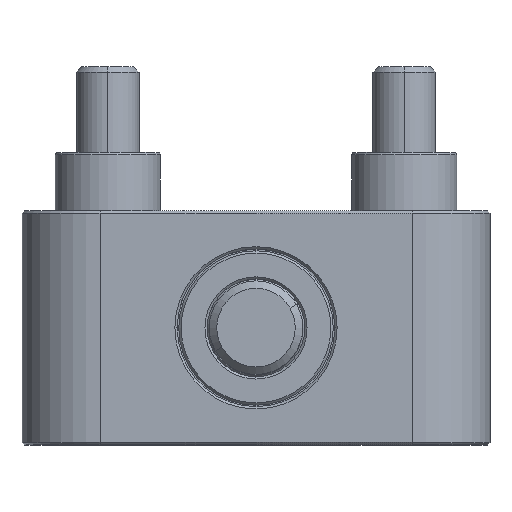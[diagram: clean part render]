
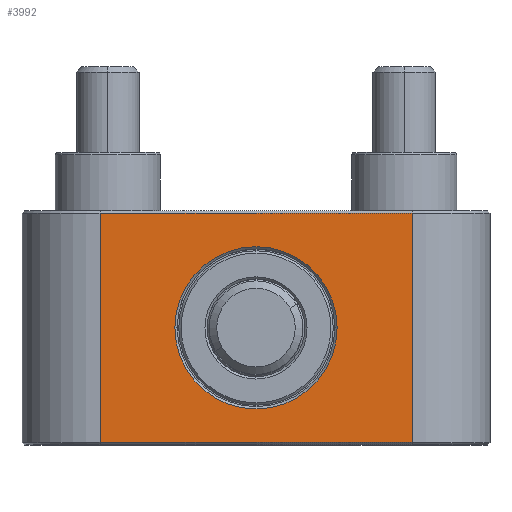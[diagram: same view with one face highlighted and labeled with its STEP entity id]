
A CAD part, top view. The second image highlights one B-rep face of the part: STEP entity #3992.
In plain terms, the highlighted planar face has unit normal (0, 0, 1).
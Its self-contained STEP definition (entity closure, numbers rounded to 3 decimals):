
#223 = CARTESIAN_POINT ( 'NONE',  ( 10.4, 0., 34. ) ) ;
#322 = DIRECTION ( 'NONE',  ( 1., 0., 0. ) ) ;
#1096 = VERTEX_POINT ( 'NONE', #6154 ) ;
#1317 = CARTESIAN_POINT ( 'NONE',  ( 20., -14.7, 34. ) ) ;
#2250 = AXIS2_PLACEMENT_3D ( 'NONE', #2956, #18153, #14805 ) ;
#2750 = FACE_OUTER_BOUND ( 'NONE', #10170, .T. ) ;
#2864 = FACE_BOUND ( 'NONE', #9218, .T. ) ;
#2956 = CARTESIAN_POINT ( 'NONE',  ( 0., 0., 34. ) ) ;
#3739 = VERTEX_POINT ( 'NONE', #223 ) ;
#3992 = ADVANCED_FACE ( 'NONE', ( #2864, #2750 ), #6176, .T. ) ;
#4026 = EDGE_CURVE ( 'NONE', #11407, #13557, #7731, .T. ) ;
#4637 = LINE ( 'NONE', #1317, #19207 ) ;
#5269 = VECTOR ( 'NONE', #17324, 1000. ) ;
#5367 = CARTESIAN_POINT ( 'NONE',  ( 20., 14.7, 34. ) ) ;
#6114 = ORIENTED_EDGE ( 'NONE', *, *, #4026, .T. ) ;
#6154 = CARTESIAN_POINT ( 'NONE',  ( -10.4, 0., 34. ) ) ;
#6176 = PLANE ( 'NONE',  #18369 ) ;
#6197 = CARTESIAN_POINT ( 'NONE',  ( -20., -15., 34. ) ) ;
#6746 = EDGE_CURVE ( 'NONE', #13557, #7669, #9000, .T. ) ;
#7090 = ORIENTED_EDGE ( 'NONE', *, *, #21913, .T. ) ;
#7669 = VERTEX_POINT ( 'NONE', #9125 ) ;
#7731 = LINE ( 'NONE', #21387, #10205 ) ;
#9000 = LINE ( 'NONE', #12230, #5269 ) ;
#9125 = CARTESIAN_POINT ( 'NONE',  ( -20., 14.7, 34. ) ) ;
#9218 = EDGE_LOOP ( 'NONE', ( #20148, #7090 ) ) ;
#9384 = CARTESIAN_POINT ( 'NONE',  ( 0., 0., 34. ) ) ;
#9486 = DIRECTION ( 'NONE',  ( 0., 0., 1. ) ) ;
#9719 = DIRECTION ( 'NONE',  ( 1., 0., 0. ) ) ;
#10170 = EDGE_LOOP ( 'NONE', ( #6114, #17298, #19640, #14598 ) ) ;
#10205 = VECTOR ( 'NONE', #14821, 1000. ) ;
#10399 = DIRECTION ( 'NONE',  ( 0., 0., -1. ) ) ;
#11214 = VERTEX_POINT ( 'NONE', #15997 ) ;
#11407 = VERTEX_POINT ( 'NONE', #15094 ) ;
#11877 = EDGE_CURVE ( 'NONE', #11214, #11407, #4637, .T. ) ;
#12230 = CARTESIAN_POINT ( 'NONE',  ( -20., 14.7, 34. ) ) ;
#13557 = VERTEX_POINT ( 'NONE', #5367 ) ;
#14410 = LINE ( 'NONE', #6197, #20200 ) ;
#14598 = ORIENTED_EDGE ( 'NONE', *, *, #11877, .T. ) ;
#14805 = DIRECTION ( 'NONE',  ( 1., 0., 0. ) ) ;
#14821 = DIRECTION ( 'NONE',  ( 0., 1., 0. ) ) ;
#15094 = CARTESIAN_POINT ( 'NONE',  ( 20., -14.7, 34. ) ) ;
#15611 = CARTESIAN_POINT ( 'NONE',  ( 0., 0., 34. ) ) ;
#15997 = CARTESIAN_POINT ( 'NONE',  ( -20., -14.7, 34. ) ) ;
#16054 = AXIS2_PLACEMENT_3D ( 'NONE', #15611, #10399, #322 ) ;
#16197 = EDGE_CURVE ( 'NONE', #7669, #11214, #14410, .T. ) ;
#16493 = DIRECTION ( 'NONE',  ( 1., 0., 0. ) ) ;
#17298 = ORIENTED_EDGE ( 'NONE', *, *, #6746, .T. ) ;
#17324 = DIRECTION ( 'NONE',  ( -1., 0., 0. ) ) ;
#18153 = DIRECTION ( 'NONE',  ( 0., 0., -1. ) ) ;
#18223 = CIRCLE ( 'NONE', #16054, 10.4 ) ;
#18369 = AXIS2_PLACEMENT_3D ( 'NONE', #9384, #9486, #9719 ) ;
#18721 = EDGE_CURVE ( 'NONE', #3739, #1096, #19969, .T. ) ;
#19207 = VECTOR ( 'NONE', #16493, 1000. ) ;
#19637 = DIRECTION ( 'NONE',  ( 0., -1., 0. ) ) ;
#19640 = ORIENTED_EDGE ( 'NONE', *, *, #16197, .T. ) ;
#19969 = CIRCLE ( 'NONE', #2250, 10.4 ) ;
#20148 = ORIENTED_EDGE ( 'NONE', *, *, #18721, .T. ) ;
#20200 = VECTOR ( 'NONE', #19637, 1000. ) ;
#21387 = CARTESIAN_POINT ( 'NONE',  ( 20., 15., 34. ) ) ;
#21913 = EDGE_CURVE ( 'NONE', #1096, #3739, #18223, .T. ) ;
